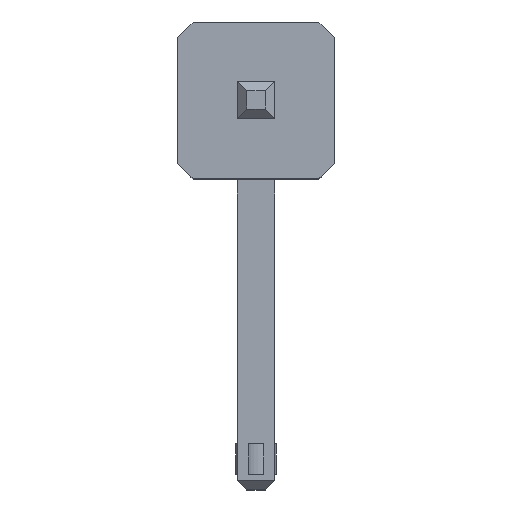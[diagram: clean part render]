
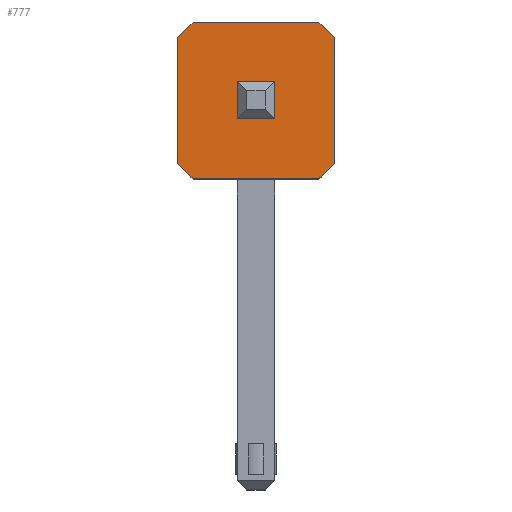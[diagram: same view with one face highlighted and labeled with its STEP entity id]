
A CAD part, top view. The second image highlights one B-rep face of the part: STEP entity #777.
In plain terms, the highlighted planar face has unit normal (0, 0, 1).
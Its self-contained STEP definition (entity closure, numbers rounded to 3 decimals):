
#17=FACE_BOUND('',#105,.T.);
#57=FACE_OUTER_BOUND('',#104,.T.);
#104=EDGE_LOOP('',(#596,#597,#598,#599,#600,#601,#602,#603));
#105=EDGE_LOOP('',(#604,#605,#606,#607));
#184=LINE('',#1186,#272);
#187=LINE('',#1191,#275);
#188=LINE('',#1196,#276);
#192=LINE('',#1204,#280);
#195=LINE('',#1210,#283);
#196=LINE('',#1212,#284);
#197=LINE('',#1214,#285);
#198=LINE('',#1216,#286);
#199=LINE('',#1218,#287);
#200=LINE('',#1219,#288);
#201=LINE('',#1221,#289);
#202=LINE('',#1222,#290);
#272=VECTOR('',#980,10.);
#275=VECTOR('',#985,10.);
#276=VECTOR('',#990,10.);
#280=VECTOR('',#996,10.);
#283=VECTOR('',#1001,10.);
#284=VECTOR('',#1002,10.);
#285=VECTOR('',#1003,10.);
#286=VECTOR('',#1004,10.);
#287=VECTOR('',#1005,10.);
#288=VECTOR('',#1006,10.);
#289=VECTOR('',#1007,10.);
#290=VECTOR('',#1008,10.);
#350=VERTEX_POINT('',#1183);
#351=VERTEX_POINT('',#1185);
#352=VERTEX_POINT('',#1189);
#353=VERTEX_POINT('',#1194);
#354=VERTEX_POINT('',#1195);
#357=VERTEX_POINT('',#1203);
#359=VERTEX_POINT('',#1209);
#360=VERTEX_POINT('',#1211);
#361=VERTEX_POINT('',#1213);
#362=VERTEX_POINT('',#1215);
#363=VERTEX_POINT('',#1217);
#364=VERTEX_POINT('',#1220);
#436=EDGE_CURVE('',#350,#351,#184,.T.);
#439=EDGE_CURVE('',#352,#350,#187,.T.);
#440=EDGE_CURVE('',#353,#354,#188,.T.);
#444=EDGE_CURVE('',#357,#354,#192,.T.);
#447=EDGE_CURVE('',#353,#359,#195,.T.);
#448=EDGE_CURVE('',#360,#359,#196,.T.);
#449=EDGE_CURVE('',#360,#361,#197,.T.);
#450=EDGE_CURVE('',#362,#361,#198,.T.);
#451=EDGE_CURVE('',#362,#363,#199,.T.);
#452=EDGE_CURVE('',#357,#363,#200,.T.);
#453=EDGE_CURVE('',#351,#364,#201,.T.);
#454=EDGE_CURVE('',#364,#352,#202,.T.);
#596=ORIENTED_EDGE('',*,*,#440,.F.);
#597=ORIENTED_EDGE('',*,*,#447,.T.);
#598=ORIENTED_EDGE('',*,*,#448,.F.);
#599=ORIENTED_EDGE('',*,*,#449,.T.);
#600=ORIENTED_EDGE('',*,*,#450,.F.);
#601=ORIENTED_EDGE('',*,*,#451,.T.);
#602=ORIENTED_EDGE('',*,*,#452,.F.);
#603=ORIENTED_EDGE('',*,*,#444,.T.);
#604=ORIENTED_EDGE('',*,*,#453,.F.);
#605=ORIENTED_EDGE('',*,*,#436,.F.);
#606=ORIENTED_EDGE('',*,*,#439,.F.);
#607=ORIENTED_EDGE('',*,*,#454,.F.);
#697=PLANE('',#835);
#777=ADVANCED_FACE('',(#57,#17),#697,.T.);
#835=AXIS2_PLACEMENT_3D('',#1208,#999,#1000);
#980=DIRECTION('',(-1.,0.,0.));
#985=DIRECTION('',(0.,1.,0.));
#990=DIRECTION('',(0.707,-0.707,0.));
#996=DIRECTION('',(0.,1.,0.));
#999=DIRECTION('center_axis',(0.,0.,1.));
#1000=DIRECTION('ref_axis',(1.,0.,0.));
#1001=DIRECTION('',(-1.,0.,0.));
#1002=DIRECTION('',(0.707,0.707,0.));
#1003=DIRECTION('',(0.,-1.,0.));
#1004=DIRECTION('',(-0.707,0.707,0.));
#1005=DIRECTION('',(1.,0.,0.));
#1006=DIRECTION('',(-0.707,-0.707,0.));
#1007=DIRECTION('',(0.,-1.,0.));
#1008=DIRECTION('',(1.,0.,0.));
#1183=CARTESIAN_POINT('',(0.,0.6,5.5));
#1185=CARTESIAN_POINT('',(-0.6,0.6,5.5));
#1186=CARTESIAN_POINT('',(-0.15,0.6,5.5));
#1189=CARTESIAN_POINT('',(0.,0.,5.5));
#1191=CARTESIAN_POINT('',(0.,0.15,5.5));
#1194=CARTESIAN_POINT('',(0.72,1.57,5.5));
#1195=CARTESIAN_POINT('',(0.97,1.32,5.5));
#1196=CARTESIAN_POINT('',(0.845,1.445,5.5));
#1203=CARTESIAN_POINT('',(0.97,-0.72,5.5));
#1204=CARTESIAN_POINT('',(0.97,1.57,5.5));
#1208=CARTESIAN_POINT('Origin',(-0.3,0.3,5.5));
#1209=CARTESIAN_POINT('',(-1.32,1.57,5.5));
#1210=CARTESIAN_POINT('',(-1.57,1.57,5.5));
#1211=CARTESIAN_POINT('',(-1.57,1.32,5.5));
#1212=CARTESIAN_POINT('',(-1.445,1.445,5.5));
#1213=CARTESIAN_POINT('',(-1.57,-0.72,5.5));
#1214=CARTESIAN_POINT('',(-1.57,-0.97,5.5));
#1215=CARTESIAN_POINT('',(-1.32,-0.97,5.5));
#1216=CARTESIAN_POINT('',(-1.445,-0.845,5.5));
#1217=CARTESIAN_POINT('',(0.72,-0.97,5.5));
#1218=CARTESIAN_POINT('',(0.97,-0.97,5.5));
#1219=CARTESIAN_POINT('',(0.845,-0.845,5.5));
#1220=CARTESIAN_POINT('',(-0.6,0.,5.5));
#1221=CARTESIAN_POINT('',(-0.6,0.45,5.5));
#1222=CARTESIAN_POINT('',(-0.45,0.,5.5));
